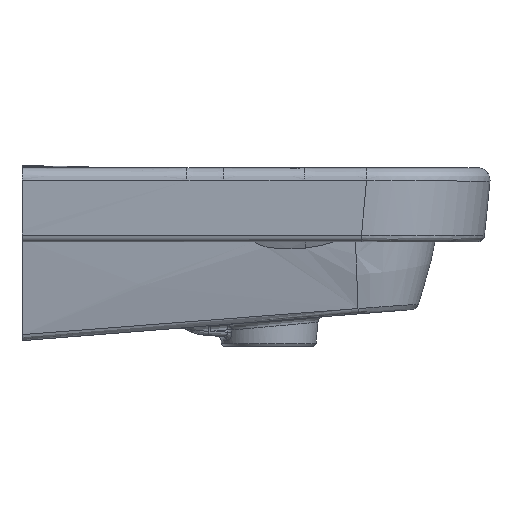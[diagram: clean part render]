
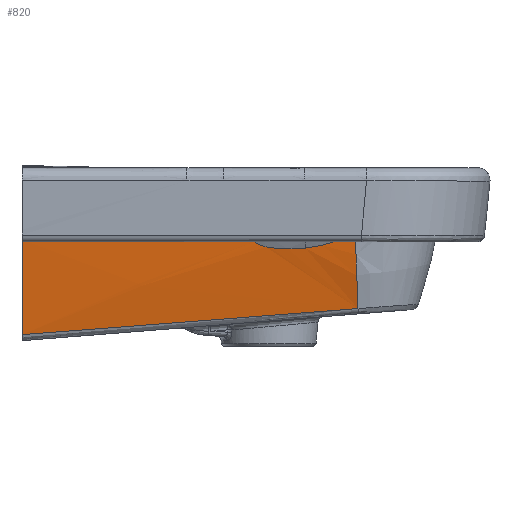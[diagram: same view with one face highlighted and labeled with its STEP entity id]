
A CAD part, left-side view. The second image highlights one B-rep face of the part: STEP entity #820.
In plain terms, the highlighted free-form (B-spline) face has degree [3, 3] with [4, 10] control points.
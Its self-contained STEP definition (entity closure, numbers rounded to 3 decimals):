
#820=ADVANCED_FACE('',(#1337),#1165,.T.);
#1165=B_SPLINE_SURFACE_WITH_KNOTS('',3,3,((#30342,#30343,#30344,#30345,
#30346,#30347,#30348,#30349,#30350,#30351),(#30352,#30353,#30354,#30355,
#30356,#30357,#30358,#30359,#30360,#30361),(#30362,#30363,#30364,#30365,
#30366,#30367,#30368,#30369,#30370,#30371),(#30372,#30373,#30374,#30375,
#30376,#30377,#30378,#30379,#30380,#30381)),.UNSPECIFIED.,.F.,.F.,.F.,(4,
4),(4,3,3,4),(0.,1.),(0.,0.01,0.99,1.),
 .UNSPECIFIED.);
#1337=FACE_OUTER_BOUND('',#1772,.T.);
#1772=EDGE_LOOP('',(#3672,#3673,#3674,#3675,#3676,#3677,#3678));
#2116=B_SPLINE_CURVE_WITH_KNOTS('',3,(#9666,#9667,#9668,#9669),
 .UNSPECIFIED.,.F.,.F.,(4,4),(0.,1.),.UNSPECIFIED.);
#2492=B_SPLINE_CURVE_WITH_KNOTS('',3,(#29287,#29288,#29289,#29290,#29291,
#29292,#29293,#29294),.UNSPECIFIED.,.F.,.F.,(4,2,2,4),(0.,0.5,0.75,1.),
 .UNSPECIFIED.);
#2497=B_SPLINE_CURVE_WITH_KNOTS('',3,(#29452,#29453,#29454,#29455,#29456,
#29457),.UNSPECIFIED.,.F.,.F.,(4,2,4),(0.,0.5,1.),.UNSPECIFIED.);
#2511=B_SPLINE_CURVE_WITH_KNOTS('',3,(#29673,#29674,#29675,#29676,#29677,
#29678),.UNSPECIFIED.,.F.,.F.,(4,2,4),(0.,0.5,1.),.UNSPECIFIED.);
#2553=B_SPLINE_CURVE_WITH_KNOTS('',3,(#30324,#30325,#30326,#30327),
 .UNSPECIFIED.,.F.,.F.,(4,4),(0.,1.),.UNSPECIFIED.);
#2554=B_SPLINE_CURVE_WITH_KNOTS('',3,(#30330,#30331,#30332,#30333),
 .UNSPECIFIED.,.F.,.F.,(4,4),(0.,1.),.UNSPECIFIED.);
#2555=B_SPLINE_CURVE_WITH_KNOTS('',3,(#30334,#30335,#30336,#30337,#30338,
#30339,#30340,#30341),.UNSPECIFIED.,.F.,.F.,(4,2,2,4),(0.,0.308,
0.654,1.),.UNSPECIFIED.);
#3672=ORIENTED_EDGE('',*,*,#6080,.T.);
#3673=ORIENTED_EDGE('',*,*,#6081,.T.);
#3674=ORIENTED_EDGE('',*,*,#6023,.T.);
#3675=ORIENTED_EDGE('',*,*,#6001,.T.);
#3676=ORIENTED_EDGE('',*,*,#6006,.F.);
#3677=ORIENTED_EDGE('',*,*,#5458,.T.);
#3678=ORIENTED_EDGE('',*,*,#6082,.T.);
#4820=VERTEX_POINT('',#9665);
#4821=VERTEX_POINT('',#9670);
#5265=VERTEX_POINT('',#29295);
#5266=VERTEX_POINT('',#29296);
#5279=VERTEX_POINT('',#29654);
#5335=VERTEX_POINT('',#30328);
#5336=VERTEX_POINT('',#30329);
#5458=EDGE_CURVE('',#4821,#4820,#2116,.T.);
#6001=EDGE_CURVE('',#5265,#5266,#2492,.T.);
#6006=EDGE_CURVE('',#4821,#5266,#2497,.T.);
#6023=EDGE_CURVE('',#5279,#5265,#2511,.T.);
#6080=EDGE_CURVE('',#5335,#5336,#2553,.T.);
#6081=EDGE_CURVE('',#5336,#5279,#2554,.T.);
#6082=EDGE_CURVE('',#4820,#5335,#2555,.T.);
#9665=CARTESIAN_POINT('',(-199.671,0.,-135.1));
#9666=CARTESIAN_POINT('',(-208.671,0.,-48.518));
#9667=CARTESIAN_POINT('',(-208.003,0.,-79.223));
#9668=CARTESIAN_POINT('',(-204.672,0.,-109.869));
#9669=CARTESIAN_POINT('',(-198.729,0.,-140.));
#9670=CARTESIAN_POINT('',(-208.38,0.001,-57.996));
#29287=CARTESIAN_POINT('',(-205.911,-229.795,-64.985));
#29288=CARTESIAN_POINT('',(-205.899,-222.691,-65.778));
#29289=CARTESIAN_POINT('',(-205.963,-215.543,-65.843));
#29290=CARTESIAN_POINT('',(-206.135,-204.861,-65.094));
#29291=CARTESIAN_POINT('',(-206.195,-201.266,-64.827));
#29292=CARTESIAN_POINT('',(-206.408,-194.42,-63.103));
#29293=CARTESIAN_POINT('',(-206.557,-191.121,-61.693));
#29294=CARTESIAN_POINT('',(-206.717,-188.057,-59.863));
#29295=CARTESIAN_POINT('',(-205.911,-229.795,-64.985));
#29296=CARTESIAN_POINT('',(-206.717,-188.057,-59.863));
#29452=CARTESIAN_POINT('',(-208.38,0.001,-57.996));
#29453=CARTESIAN_POINT('',(-208.108,-31.342,-58.262));
#29454=CARTESIAN_POINT('',(-207.836,-62.686,-58.519));
#29455=CARTESIAN_POINT('',(-207.288,-125.373,-59.062));
#29456=CARTESIAN_POINT('',(-207.02,-156.718,-59.265));
#29457=CARTESIAN_POINT('',(-206.717,-188.057,-59.863));
#29654=CARTESIAN_POINT('',(-206.591,-270.122,-53.022));
#29673=CARTESIAN_POINT('',(-206.591,-270.121,-53.021));
#29674=CARTESIAN_POINT('',(-206.428,-263.779,-56.103));
#29675=CARTESIAN_POINT('',(-206.252,-257.266,-58.765));
#29676=CARTESIAN_POINT('',(-205.998,-243.749,-62.829));
#29677=CARTESIAN_POINT('',(-205.923,-236.81,-64.202));
#29678=CARTESIAN_POINT('',(-205.911,-229.795,-64.985));
#30324=CARTESIAN_POINT('',(-195.546,-272.397,-114.011));
#30325=CARTESIAN_POINT('',(-201.494,-271.671,-94.189));
#30326=CARTESIAN_POINT('',(-205.207,-270.92,-73.699));
#30327=CARTESIAN_POINT('',(-206.589,-270.163,-53.051));
#30328=CARTESIAN_POINT('',(-195.546,-272.397,-114.011));
#30329=CARTESIAN_POINT('',(-206.589,-270.163,-53.051));
#30330=CARTESIAN_POINT('',(-206.589,-270.163,-53.051));
#30331=CARTESIAN_POINT('',(-206.589,-270.15,-53.042));
#30332=CARTESIAN_POINT('',(-206.59,-270.136,-53.032));
#30333=CARTESIAN_POINT('',(-206.591,-270.122,-53.022));
#30334=CARTESIAN_POINT('',(-199.671,0.,-135.1));
#30335=CARTESIAN_POINT('',(-199.241,-27.95,-132.92));
#30336=CARTESIAN_POINT('',(-198.813,-55.9,-130.743));
#30337=CARTESIAN_POINT('',(-197.909,-115.274,-126.129));
#30338=CARTESIAN_POINT('',(-197.432,-146.698,-123.693));
#30339=CARTESIAN_POINT('',(-196.485,-209.546,-118.838));
#30340=CARTESIAN_POINT('',(-196.014,-240.971,-116.419));
#30341=CARTESIAN_POINT('',(-195.546,-272.397,-114.01));
#30342=CARTESIAN_POINT('',(-194.181,-275.279,-118.067));
#30343=CARTESIAN_POINT('',(-194.196,-274.371,-118.139));
#30344=CARTESIAN_POINT('',(-194.211,-273.462,-118.211));
#30345=CARTESIAN_POINT('',(-194.226,-272.554,-118.284));
#30346=CARTESIAN_POINT('',(-195.727,-181.702,-125.523));
#30347=CARTESIAN_POINT('',(-197.228,-90.851,-132.761));
#30348=CARTESIAN_POINT('',(-198.729,0.,-140.));
#30349=CARTESIAN_POINT('',(-198.744,0.909,-140.072));
#30350=CARTESIAN_POINT('',(-198.759,1.817,-140.145));
#30351=CARTESIAN_POINT('',(-198.774,2.726,-140.217));
#30352=CARTESIAN_POINT('',(-200.914,-274.496,-96.998));
#30353=CARTESIAN_POINT('',(-200.927,-273.59,-97.04));
#30354=CARTESIAN_POINT('',(-200.939,-272.684,-97.083));
#30355=CARTESIAN_POINT('',(-200.952,-271.779,-97.125));
#30356=CARTESIAN_POINT('',(-202.192,-181.186,-101.373));
#30357=CARTESIAN_POINT('',(-203.432,-90.593,-105.621));
#30358=CARTESIAN_POINT('',(-204.672,0.,-109.869));
#30359=CARTESIAN_POINT('',(-204.685,0.906,-109.911));
#30360=CARTESIAN_POINT('',(-204.697,1.812,-109.954));
#30361=CARTESIAN_POINT('',(-204.71,2.718,-109.996));
#30362=CARTESIAN_POINT('',(-205.085,-273.683,-75.113));
#30363=CARTESIAN_POINT('',(-205.094,-272.78,-75.127));
#30364=CARTESIAN_POINT('',(-205.104,-271.877,-75.14));
#30365=CARTESIAN_POINT('',(-205.114,-270.973,-75.154));
#30366=CARTESIAN_POINT('',(-206.077,-180.649,-76.51));
#30367=CARTESIAN_POINT('',(-207.04,-90.324,-77.866));
#30368=CARTESIAN_POINT('',(-208.003,0.,-79.223));
#30369=CARTESIAN_POINT('',(-208.013,0.903,-79.236));
#30370=CARTESIAN_POINT('',(-208.022,1.806,-79.25));
#30371=CARTESIAN_POINT('',(-208.032,2.71,-79.264));
#30372=CARTESIAN_POINT('',(-206.571,-272.863,-53.047));
#30373=CARTESIAN_POINT('',(-206.578,-271.963,-53.032));
#30374=CARTESIAN_POINT('',(-206.585,-271.062,-53.017));
#30375=CARTESIAN_POINT('',(-206.592,-270.162,-53.002));
#30376=CARTESIAN_POINT('',(-207.285,-180.108,-51.508));
#30377=CARTESIAN_POINT('',(-207.978,-90.054,-50.013));
#30378=CARTESIAN_POINT('',(-208.671,0.,-48.518));
#30379=CARTESIAN_POINT('',(-208.678,0.901,-48.503));
#30380=CARTESIAN_POINT('',(-208.685,1.801,-48.489));
#30381=CARTESIAN_POINT('',(-208.692,2.702,-48.474));
